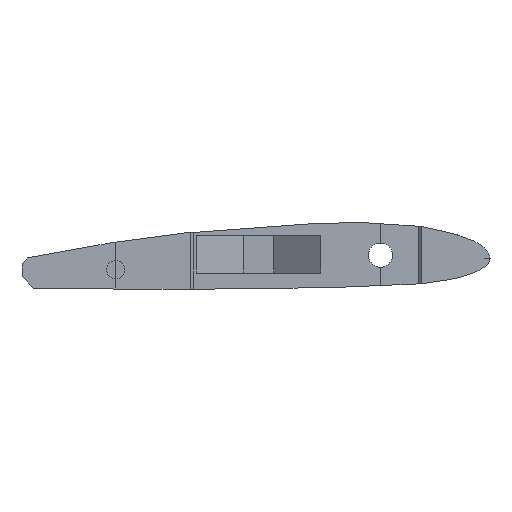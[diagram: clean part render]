
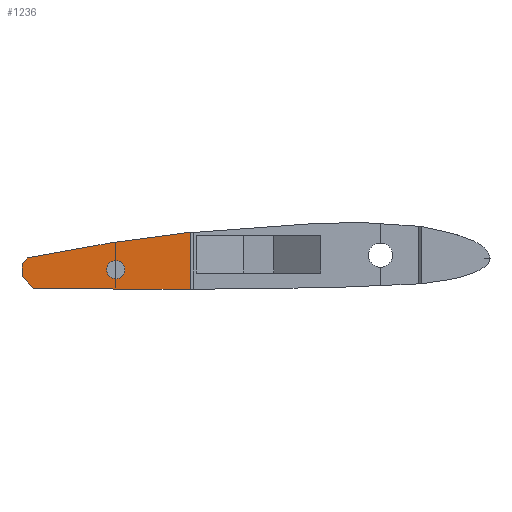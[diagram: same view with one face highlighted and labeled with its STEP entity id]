
A CAD part, left-side view. The second image highlights one B-rep face of the part: STEP entity #1236.
In plain terms, the highlighted planar face has unit normal (-1, 0, 0).
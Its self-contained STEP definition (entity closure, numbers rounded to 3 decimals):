
#27=FACE_BOUND('',#218,.T.);
#38=CIRCLE('',#1291,3.175);
#39=CIRCLE('',#1293,3.175);
#75=PLANE('',#1316);
#142=FACE_OUTER_BOUND('',#217,.T.);
#217=EDGE_LOOP('',(#1072,#1073,#1074,#1075,#1076,#1077));
#218=EDGE_LOOP('',(#1078,#1079,#1080,#1081,#1082,#1083,#1084,#1085));
#265=LINE('',#1987,#381);
#267=LINE('',#2028,#383);
#274=LINE('',#2087,#390);
#275=LINE('',#2110,#391);
#331=LINE('',#2689,#447);
#332=LINE('',#2691,#448);
#381=VECTOR('',#1383,10.);
#383=VECTOR('',#1385,10.);
#390=VECTOR('',#1396,10.);
#391=VECTOR('',#1397,10.);
#447=VECTOR('',#1521,10.);
#448=VECTOR('',#1524,10.);
#495=B_SPLINE_CURVE_WITH_KNOTS('',3,(#2049,#2050,#2051,#2052),
 .UNSPECIFIED.,.F.,.F.,(4,4),(0.,0.01),.UNSPECIFIED.);
#500=B_SPLINE_CURVE_WITH_KNOTS('',3,(#2127,#2128,#2129,#2130),
 .UNSPECIFIED.,.F.,.F.,(4,4),(0.89,0.9),
 .UNSPECIFIED.);
#502=B_SPLINE_CURVE_WITH_KNOTS('',3,(#2286,#2287,#2288,#2289,#2290,#2291,
#2292),.UNSPECIFIED.,.F.,.F.,(4,3,4),(0.,0.288,0.575),
 .UNSPECIFIED.);
#510=B_SPLINE_CURVE_WITH_KNOTS('',3,(#2437,#2438,#2439,#2440,#2441,#2442,
#2443,#2444,#2445,#2446),.UNSPECIFIED.,.F.,.F.,(4,3,3,4),(-4.169,
-3.522,-2.764,-2.007),.UNSPECIFIED.);
#511=B_SPLINE_CURVE_WITH_KNOTS('',3,(#2477,#2478,#2479,#2480,#2481,#2482),
 .UNSPECIFIED.,.F.,.F.,(4,2,4),(0.,0.156,0.312),
 .UNSPECIFIED.);
#514=B_SPLINE_CURVE_WITH_KNOTS('',3,(#2590,#2591,#2592,#2593,#2594,#2595,
#2596,#2597,#2598,#2599,#2600,#2601,#2602),.UNSPECIFIED.,.F.,.F.,(4,3,3,
3,4),(-9.692,-8.51,-7.97,-7.405,
-7.329),.UNSPECIFIED.);
#556=VERTEX_POINT('',#1983);
#558=VERTEX_POINT('',#1986);
#561=VERTEX_POINT('',#2004);
#562=VERTEX_POINT('',#2027);
#564=VERTEX_POINT('',#2048);
#568=VERTEX_POINT('',#2080);
#570=VERTEX_POINT('',#2084);
#571=VERTEX_POINT('',#2086);
#608=VERTEX_POINT('',#2278);
#609=VERTEX_POINT('',#2285);
#615=VERTEX_POINT('',#2432);
#616=VERTEX_POINT('',#2475);
#617=VERTEX_POINT('',#2476);
#618=VERTEX_POINT('',#2589);
#687=EDGE_CURVE('',#558,#556,#265,.T.);
#691=EDGE_CURVE('',#562,#561,#267,.T.);
#694=EDGE_CURVE('',#564,#558,#495,.T.);
#702=EDGE_CURVE('',#571,#570,#274,.T.);
#704=EDGE_CURVE('',#568,#564,#275,.T.);
#705=EDGE_CURVE('',#561,#571,#500,.T.);
#710=EDGE_CURVE('',#570,#568,#38,.T.);
#711=EDGE_CURVE('',#556,#562,#39,.T.);
#767=EDGE_CURVE('',#608,#609,#502,.T.);
#775=EDGE_CURVE('',#615,#608,#510,.T.);
#776=EDGE_CURVE('',#616,#617,#511,.T.);
#779=EDGE_CURVE('',#617,#618,#514,.T.);
#787=EDGE_CURVE('',#616,#609,#331,.T.);
#788=EDGE_CURVE('',#615,#618,#332,.F.);
#1072=ORIENTED_EDGE('',*,*,#767,.F.);
#1073=ORIENTED_EDGE('',*,*,#775,.F.);
#1074=ORIENTED_EDGE('',*,*,#788,.T.);
#1075=ORIENTED_EDGE('',*,*,#779,.F.);
#1076=ORIENTED_EDGE('',*,*,#776,.F.);
#1077=ORIENTED_EDGE('',*,*,#787,.T.);
#1078=ORIENTED_EDGE('',*,*,#687,.T.);
#1079=ORIENTED_EDGE('',*,*,#711,.T.);
#1080=ORIENTED_EDGE('',*,*,#691,.T.);
#1081=ORIENTED_EDGE('',*,*,#705,.T.);
#1082=ORIENTED_EDGE('',*,*,#702,.T.);
#1083=ORIENTED_EDGE('',*,*,#710,.T.);
#1084=ORIENTED_EDGE('',*,*,#704,.T.);
#1085=ORIENTED_EDGE('',*,*,#694,.T.);
#1236=ADVANCED_FACE('',(#142,#27),#75,.F.);
#1291=AXIS2_PLACEMENT_3D('',#2140,#1416,#1417);
#1293=AXIS2_PLACEMENT_3D('',#2142,#1420,#1421);
#1316=AXIS2_PLACEMENT_3D('',#2690,#1522,#1523);
#1383=DIRECTION('',(0.,0.,1.));
#1385=DIRECTION('',(0.,0.,1.));
#1396=DIRECTION('',(0.,0.,-1.));
#1397=DIRECTION('',(0.,0.,-1.));
#1416=DIRECTION('center_axis',(1.,0.,0.));
#1417=DIRECTION('ref_axis',(0.,1.,0.));
#1420=DIRECTION('center_axis',(1.,0.,0.));
#1421=DIRECTION('ref_axis',(0.,1.,0.));
#1521=DIRECTION('',(0.,0.,-1.));
#1522=DIRECTION('center_axis',(1.,0.,0.));
#1523=DIRECTION('ref_axis',(0.,0.,-1.));
#1524=DIRECTION('',(0.,0.,-1.));
#1983=CARTESIAN_POINT('',(280.,80.05,-8.175));
#1986=CARTESIAN_POINT('',(280.,80.05,-11.381));
#1987=CARTESIAN_POINT('',(280.,80.05,1.983));
#2004=CARTESIAN_POINT('',(280.,80.05,4.074));
#2027=CARTESIAN_POINT('',(280.,80.05,-1.825));
#2028=CARTESIAN_POINT('',(280.,80.05,1.983));
#2048=CARTESIAN_POINT('',(280.,79.95,-11.382));
#2049=CARTESIAN_POINT('Ctrl Pts',(280.,79.95,-11.382));
#2050=CARTESIAN_POINT('Ctrl Pts',(280.,79.983,-11.382));
#2051=CARTESIAN_POINT('Ctrl Pts',(280.,80.017,-11.382));
#2052=CARTESIAN_POINT('Ctrl Pts',(280.,80.05,-11.381));
#2080=CARTESIAN_POINT('',(280.,79.95,-8.175));
#2084=CARTESIAN_POINT('',(280.,79.95,-1.825));
#2086=CARTESIAN_POINT('',(280.,79.95,4.089));
#2087=CARTESIAN_POINT('',(280.,79.95,1.983));
#2110=CARTESIAN_POINT('',(280.,79.95,1.983));
#2127=CARTESIAN_POINT('Ctrl Pts',(280.,80.05,4.074));
#2128=CARTESIAN_POINT('Ctrl Pts',(280.,80.017,4.079));
#2129=CARTESIAN_POINT('Ctrl Pts',(280.,79.983,4.084));
#2130=CARTESIAN_POINT('Ctrl Pts',(280.,79.95,4.089));
#2140=CARTESIAN_POINT('Origin',(280.,80.,-5.));
#2142=CARTESIAN_POINT('Origin',(280.,80.,-5.));
#2278=CARTESIAN_POINT('',(280.,108.567,-11.525));
#2285=CARTESIAN_POINT('',(280.,112.617,-7.443));
#2286=CARTESIAN_POINT('Ctrl Pts',(280.,108.567,-11.525));
#2287=CARTESIAN_POINT('Ctrl Pts',(280.,109.242,-10.844));
#2288=CARTESIAN_POINT('Ctrl Pts',(280.,109.917,-10.164));
#2289=CARTESIAN_POINT('Ctrl Pts',(280.,110.592,-9.484));
#2290=CARTESIAN_POINT('Ctrl Pts',(280.,111.267,-8.804));
#2291=CARTESIAN_POINT('Ctrl Pts',(280.,111.942,-8.123));
#2292=CARTESIAN_POINT('Ctrl Pts',(280.,112.617,-7.443));
#2432=CARTESIAN_POINT('',(280.,54.2,-11.945));
#2437=CARTESIAN_POINT('Ctrl Pts',(280.,54.2,-11.945));
#2438=CARTESIAN_POINT('Ctrl Pts',(280.,59.793,-11.956));
#2439=CARTESIAN_POINT('Ctrl Pts',(280.,65.487,-11.951));
#2440=CARTESIAN_POINT('Ctrl Pts',(280.,71.148,-11.93));
#2441=CARTESIAN_POINT('Ctrl Pts',(280.,77.777,-11.904));
#2442=CARTESIAN_POINT('Ctrl Pts',(280.,84.362,-11.856));
#2443=CARTESIAN_POINT('Ctrl Pts',(280.,90.67,-11.787));
#2444=CARTESIAN_POINT('Ctrl Pts',(280.,96.977,-11.719));
#2445=CARTESIAN_POINT('Ctrl Pts',(280.,103.007,-11.63));
#2446=CARTESIAN_POINT('Ctrl Pts',(280.,108.567,-11.525));
#2475=CARTESIAN_POINT('',(280.,112.617,-3.339));
#2476=CARTESIAN_POINT('',(280.,110.633,-0.932));
#2477=CARTESIAN_POINT('Ctrl Pts',(280.,112.617,-3.339));
#2478=CARTESIAN_POINT('Ctrl Pts',(280.,112.286,-2.938));
#2479=CARTESIAN_POINT('Ctrl Pts',(280.,111.956,-2.537));
#2480=CARTESIAN_POINT('Ctrl Pts',(280.,111.294,-1.734));
#2481=CARTESIAN_POINT('Ctrl Pts',(280.,110.964,-1.333));
#2482=CARTESIAN_POINT('Ctrl Pts',(280.,110.633,-0.932));
#2589=CARTESIAN_POINT('',(280.,54.2,8.006));
#2590=CARTESIAN_POINT('Ctrl Pts',(280.,110.633,-0.932));
#2591=CARTESIAN_POINT('Ctrl Pts',(280.,100.673,1.102));
#2592=CARTESIAN_POINT('Ctrl Pts',(280.,91.094,2.84));
#2593=CARTESIAN_POINT('Ctrl Pts',(280.,81.706,4.321));
#2594=CARTESIAN_POINT('Ctrl Pts',(280.,77.41,4.998));
#2595=CARTESIAN_POINT('Ctrl Pts',(280.,73.155,5.622));
#2596=CARTESIAN_POINT('Ctrl Pts',(280.,68.921,6.196));
#2597=CARTESIAN_POINT('Ctrl Pts',(280.,64.497,6.796));
#2598=CARTESIAN_POINT('Ctrl Pts',(280.,60.045,7.347));
#2599=CARTESIAN_POINT('Ctrl Pts',(280.,55.876,7.818));
#2600=CARTESIAN_POINT('Ctrl Pts',(280.,55.313,7.882));
#2601=CARTESIAN_POINT('Ctrl Pts',(280.,54.755,7.945));
#2602=CARTESIAN_POINT('Ctrl Pts',(280.,54.2,8.006));
#2689=CARTESIAN_POINT('',(280.,112.617,1.967));
#2690=CARTESIAN_POINT('Origin',(280.,69.871,3.965));
#2691=CARTESIAN_POINT('',(280.,54.2,1.983));
